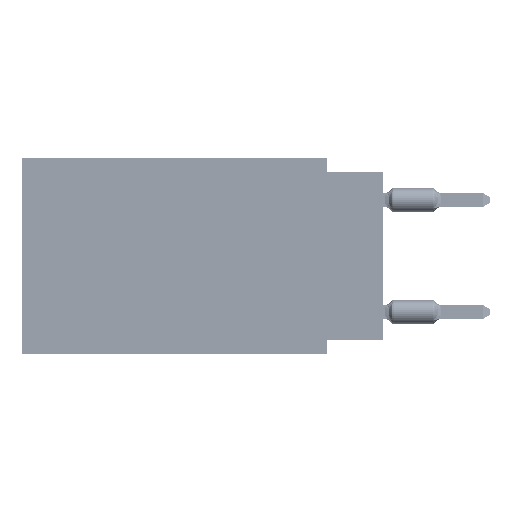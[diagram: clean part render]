
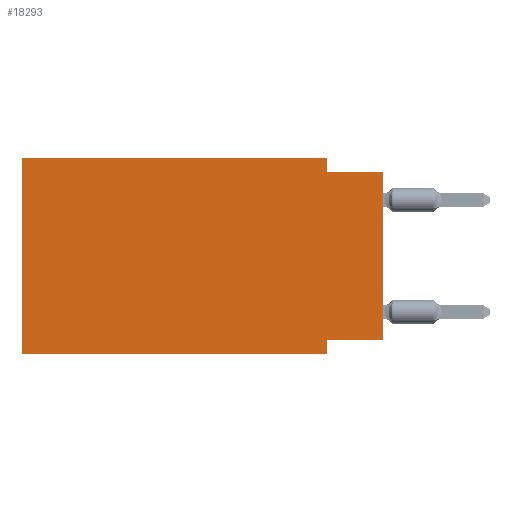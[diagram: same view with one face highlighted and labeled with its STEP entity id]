
A CAD part, left-side view. The second image highlights one B-rep face of the part: STEP entity #18293.
In plain terms, the highlighted planar face has unit normal (-1, 0, 0).
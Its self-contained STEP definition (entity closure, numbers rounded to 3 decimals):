
#876 = LINE ( 'NONE', #28374, #13913 ) ;
#2612 = CARTESIAN_POINT ( 'NONE',  ( 0., 16.383, 0. ) ) ;
#4071 = VERTEX_POINT ( 'NONE', #57022 ) ;
#9178 = CARTESIAN_POINT ( 'NONE',  ( 0., 16.383, 0. ) ) ;
#9748 = VERTEX_POINT ( 'NONE', #32524 ) ;
#10923 = ORIENTED_EDGE ( 'NONE', *, *, #24124, .T. ) ;
#12402 = VERTEX_POINT ( 'NONE', #9178 ) ;
#13913 = VECTOR ( 'NONE', #51433, 1000. ) ;
#14878 = DIRECTION ( 'NONE',  ( 0., 0., -1. ) ) ;
#15071 = DIRECTION ( 'NONE',  ( 0., 0., -1. ) ) ;
#16975 = CARTESIAN_POINT ( 'NONE',  ( 0., 0., -0.635 ) ) ;
#17758 = ORIENTED_EDGE ( 'NONE', *, *, #29523, .T. ) ;
#18293 = ADVANCED_FACE ( 'NONE', ( #20360 ), #70850, .F. ) ;
#18341 = VERTEX_POINT ( 'NONE', #22891 ) ;
#20147 = LINE ( 'NONE', #54184, #49264 ) ;
#20360 = FACE_OUTER_BOUND ( 'NONE', #39573, .T. ) ;
#20558 = CARTESIAN_POINT ( 'NONE',  ( 0., 2.54, -8.89 ) ) ;
#20782 = CARTESIAN_POINT ( 'NONE',  ( 0., 0., -8.255 ) ) ;
#22891 = CARTESIAN_POINT ( 'NONE',  ( 0., 0., -8.255 ) ) ;
#24124 = EDGE_CURVE ( 'NONE', #18341, #34094, #876, .T. ) ;
#24777 = EDGE_CURVE ( 'NONE', #4071, #41096, #58685, .T. ) ;
#25309 = EDGE_CURVE ( 'NONE', #12402, #4071, #20147, .T. ) ;
#25331 = ORIENTED_EDGE ( 'NONE', *, *, #25309, .F. ) ;
#25371 = DIRECTION ( 'NONE',  ( 0., 0., -1. ) ) ;
#25925 = CARTESIAN_POINT ( 'NONE',  ( 0., 2.54, -8.255 ) ) ;
#28374 = CARTESIAN_POINT ( 'NONE',  ( 0., 0., 0. ) ) ;
#29523 = EDGE_CURVE ( 'NONE', #48749, #9748, #72077, .T. ) ;
#29946 = EDGE_CURVE ( 'NONE', #18341, #70693, #31782, .T. ) ;
#30502 = DIRECTION ( 'NONE',  ( 0., 0., 1. ) ) ;
#30688 = ORIENTED_EDGE ( 'NONE', *, *, #29946, .F. ) ;
#31689 = VECTOR ( 'NONE', #66773, 1000. ) ;
#31782 = LINE ( 'NONE', #20782, #62924 ) ;
#32524 = CARTESIAN_POINT ( 'NONE',  ( 0., 2.54, -8.89 ) ) ;
#32938 = DIRECTION ( 'NONE',  ( 0., -1., 0. ) ) ;
#34094 = VERTEX_POINT ( 'NONE', #67948 ) ;
#37396 = EDGE_CURVE ( 'NONE', #48749, #12402, #41463, .T. ) ;
#39573 = EDGE_LOOP ( 'NONE', ( #10923, #59213, #46624, #25331, #67691, #17758, #56422, #30688 ) ) ;
#41096 = VERTEX_POINT ( 'NONE', #47305 ) ;
#41463 = LINE ( 'NONE', #2612, #66064 ) ;
#42186 = EDGE_CURVE ( 'NONE', #41096, #34094, #45171, .T. ) ;
#42713 = CARTESIAN_POINT ( 'NONE',  ( 0., 16.383, 0. ) ) ;
#43211 = DIRECTION ( 'NONE',  ( 0., -1., 0. ) ) ;
#43363 = VECTOR ( 'NONE', #25371, 1000. ) ;
#44885 = VECTOR ( 'NONE', #15071, 1000. ) ;
#45171 = LINE ( 'NONE', #16975, #31689 ) ;
#46611 = CARTESIAN_POINT ( 'NONE',  ( 0., 2.54, 0. ) ) ;
#46624 = ORIENTED_EDGE ( 'NONE', *, *, #24777, .F. ) ;
#47305 = CARTESIAN_POINT ( 'NONE',  ( 0., 2.54, -0.635 ) ) ;
#48513 = AXIS2_PLACEMENT_3D ( 'NONE', #42713, #65018, #14878 ) ;
#48749 = VERTEX_POINT ( 'NONE', #61200 ) ;
#48959 = DIRECTION ( 'NONE',  ( 0., 1., 0. ) ) ;
#49264 = VECTOR ( 'NONE', #43211, 1000. ) ;
#51433 = DIRECTION ( 'NONE',  ( 0., 0., 1. ) ) ;
#54184 = CARTESIAN_POINT ( 'NONE',  ( 0., 16.383, 0. ) ) ;
#56422 = ORIENTED_EDGE ( 'NONE', *, *, #69171, .F. ) ;
#57022 = CARTESIAN_POINT ( 'NONE',  ( 0., 2.54, 0. ) ) ;
#58685 = LINE ( 'NONE', #46611, #43363 ) ;
#59213 = ORIENTED_EDGE ( 'NONE', *, *, #42186, .F. ) ;
#59372 = LINE ( 'NONE', #20558, #44885 ) ;
#61200 = CARTESIAN_POINT ( 'NONE',  ( 0., 16.383, -8.89 ) ) ;
#61475 = CARTESIAN_POINT ( 'NONE',  ( 0., 16.383, -8.89 ) ) ;
#62924 = VECTOR ( 'NONE', #48959, 1000. ) ;
#65018 = DIRECTION ( 'NONE',  ( 1., 0., 0. ) ) ;
#66064 = VECTOR ( 'NONE', #30502, 1000. ) ;
#66773 = DIRECTION ( 'NONE',  ( 0., -1., 0. ) ) ;
#67691 = ORIENTED_EDGE ( 'NONE', *, *, #37396, .F. ) ;
#67948 = CARTESIAN_POINT ( 'NONE',  ( 0., 0., -0.635 ) ) ;
#68883 = VECTOR ( 'NONE', #32938, 1000. ) ;
#69171 = EDGE_CURVE ( 'NONE', #70693, #9748, #59372, .T. ) ;
#70693 = VERTEX_POINT ( 'NONE', #25925 ) ;
#70850 = PLANE ( 'NONE',  #48513 ) ;
#72077 = LINE ( 'NONE', #61475, #68883 ) ;
